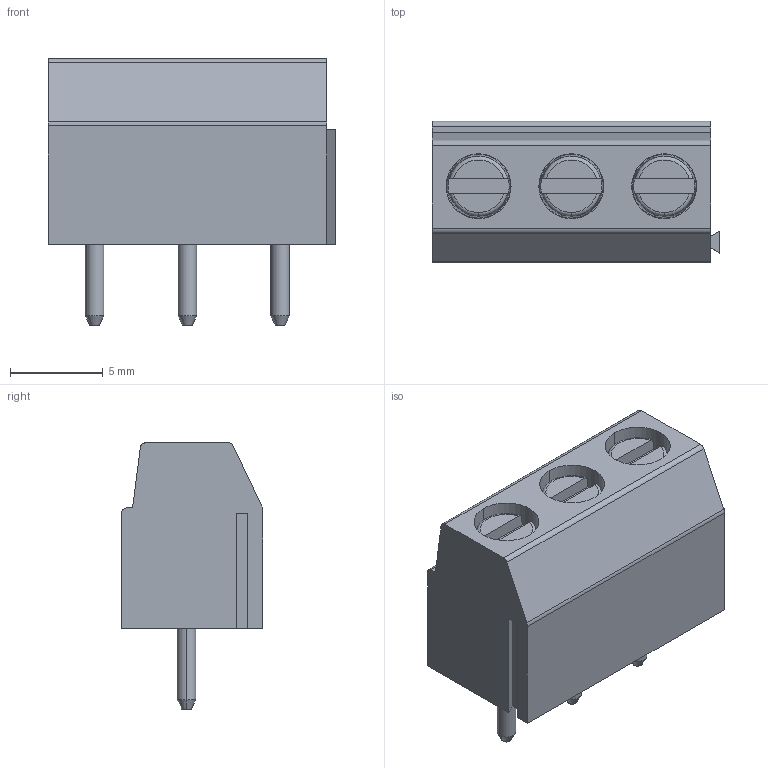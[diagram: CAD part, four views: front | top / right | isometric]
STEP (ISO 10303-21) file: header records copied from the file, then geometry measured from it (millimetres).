
FILE_DESCRIPTION (( 'STEP AP214' ), '1' );
FILE_NAME ('CUI_DEVICES_TB002-500-03BE.step', '2019-10-21T05:10:04', ( '' ), ( '' ), 'SwSTEP 2.0', 'SolidWorks 2019', '' );
FILE_SCHEMA (( 'AUTOMOTIVE_DESIGN' ));
Length unit declared in the file: millimetre
Products named in the file (2): CUI_DEVICES_TB002-500-03BE; TB002-500-03P_Blue - S
Assembly tree (1 placements, depth 2):
  CUI_DEVICES_TB002-500-03BE
    TB002-500-03P_Blue - S
Bounding box: 15.5 x 7.6 x 14.35 mm (x, y, z)
Volume: 940.2 mm3; surface area: 950.2 mm2
Topology: 1 solids, 1 shells, 165 faces, 411 edges, 263 vertices
Faces by surface type: plane 92, cylinder 40, torus 15, cone 12, bspline 6
Entity records: 5690 total; most frequent: CARTESIAN_POINT 1227, ORIENTED_EDGE 822, DIRECTION 769, EDGE_CURVE 411, AXIS2_PLACEMENT_3D 273, VERTEX_POINT 263, LINE 223, VECTOR 223
